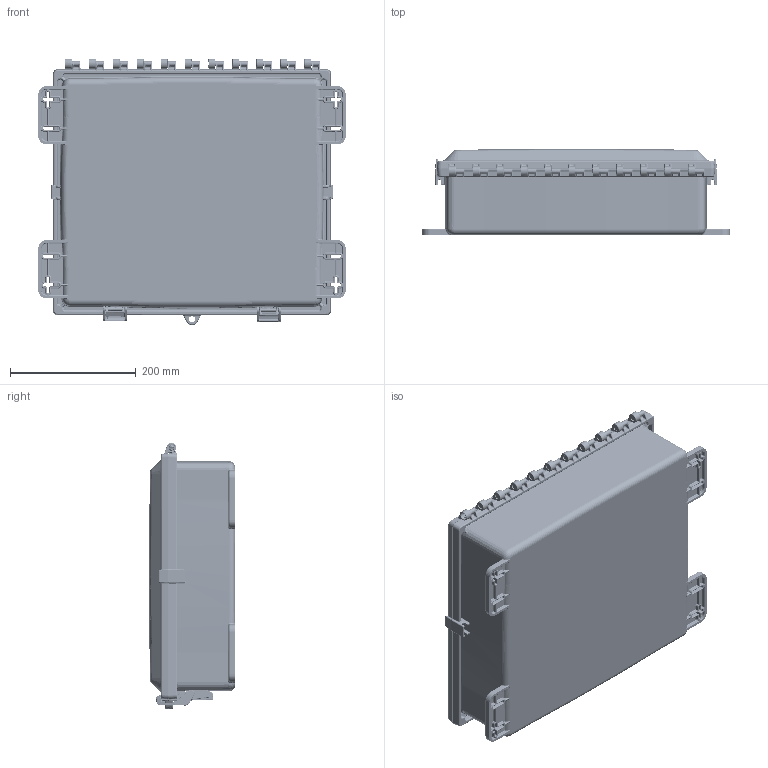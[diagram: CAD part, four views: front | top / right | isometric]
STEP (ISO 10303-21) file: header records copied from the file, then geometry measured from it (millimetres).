
FILE_DESCRIPTION (( 'STEP AP214' ), '1' );
FILE_NAME ('NBPCSL161404-KIT01_3D.step', '2025-02-10T22:21:46', ( '' ), ( '' ), 'SwSTEP 2.0', 'SolidWorks 2022', '' );
FILE_SCHEMA (( 'AUTOMOTIVE_DESIGN' ));
Length unit declared in the file: inch
Products named in the file (1): NBPCSL161404-KIT01_3D
Bounding box: 488.95 x 137.13 x 423.58 mm (x, y, z)
Volume: 3254223.7 mm3; surface area: 1521734.5 mm2
Topology: 16 solids, 16 shells, 5485 faces, 12770 edges, 7355 vertices
Faces by surface type: cylinder 1672, bspline 1426, plane 1008, cone 629, torus 628, sphere 122
Entity records: 268946 total; most frequent: CARTESIAN_POINT 159619, ORIENTED_EDGE 25506, DIRECTION 19357, EDGE_CURVE 12753, AXIS2_PLACEMENT_3D 7752, VERTEX_POINT 7355, EDGE_LOOP 5632, ADVANCED_FACE 5485
